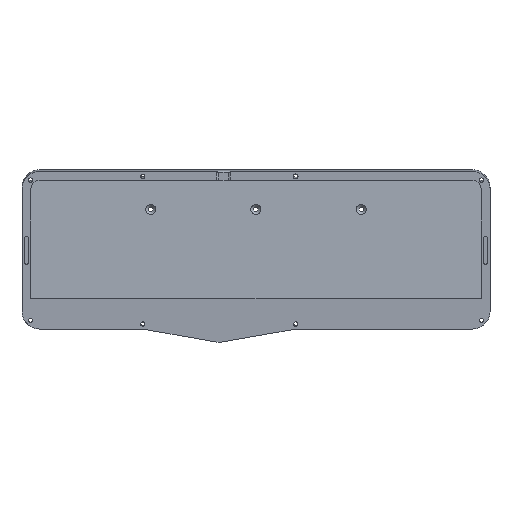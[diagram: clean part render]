
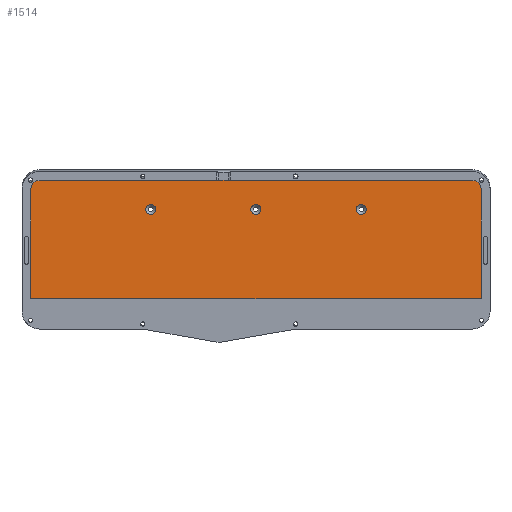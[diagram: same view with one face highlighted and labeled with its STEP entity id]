
A CAD part, top view. The second image highlights one B-rep face of the part: STEP entity #1514.
In plain terms, the highlighted planar face has unit normal (0, 0, 1).
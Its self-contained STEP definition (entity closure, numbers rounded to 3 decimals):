
#33=ELLIPSE('',#1709,6.776,6.75);
#34=ELLIPSE('',#1710,6.776,6.75);
#61=FACE_BOUND('',#381,.T.);
#62=FACE_BOUND('',#382,.T.);
#63=FACE_BOUND('',#383,.T.);
#104=CIRCLE('',#1586,4.05);
#105=CIRCLE('',#1587,4.05);
#109=CIRCLE('',#1593,4.05);
#110=CIRCLE('',#1594,4.05);
#114=CIRCLE('',#1600,4.05);
#115=CIRCLE('',#1601,4.05);
#273=FACE_OUTER_BOUND('',#380,.T.);
#380=EDGE_LOOP('',(#1291,#1292,#1293,#1294,#1295,#1296));
#381=EDGE_LOOP('',(#1297,#1298));
#382=EDGE_LOOP('',(#1299,#1300));
#383=EDGE_LOOP('',(#1301,#1302));
#487=LINE('',#2586,#594);
#501=LINE('',#2625,#608);
#502=LINE('',#2629,#609);
#503=LINE('',#2632,#610);
#594=VECTOR('',#2116,10.);
#608=VECTOR('',#2150,10.);
#609=VECTOR('',#2153,10.);
#610=VECTOR('',#2156,10.);
#659=VERTEX_POINT('',#2333);
#660=VERTEX_POINT('',#2334);
#664=VERTEX_POINT('',#2347);
#665=VERTEX_POINT('',#2348);
#669=VERTEX_POINT('',#2361);
#670=VERTEX_POINT('',#2362);
#743=VERTEX_POINT('',#2583);
#744=VERTEX_POINT('',#2585);
#759=VERTEX_POINT('',#2624);
#760=VERTEX_POINT('',#2626);
#761=VERTEX_POINT('',#2628);
#762=VERTEX_POINT('',#2630);
#816=EDGE_CURVE('',#659,#660,#104,.T.);
#817=EDGE_CURVE('',#660,#659,#105,.T.);
#823=EDGE_CURVE('',#664,#665,#109,.T.);
#824=EDGE_CURVE('',#665,#664,#110,.T.);
#830=EDGE_CURVE('',#669,#670,#114,.T.);
#831=EDGE_CURVE('',#670,#669,#115,.T.);
#935=EDGE_CURVE('',#743,#744,#487,.T.);
#956=EDGE_CURVE('',#743,#759,#501,.T.);
#957=EDGE_CURVE('',#759,#760,#33,.T.);
#958=EDGE_CURVE('',#760,#761,#502,.T.);
#959=EDGE_CURVE('',#761,#762,#34,.T.);
#960=EDGE_CURVE('',#762,#744,#503,.T.);
#1291=ORIENTED_EDGE('',*,*,#935,.F.);
#1292=ORIENTED_EDGE('',*,*,#956,.T.);
#1293=ORIENTED_EDGE('',*,*,#957,.T.);
#1294=ORIENTED_EDGE('',*,*,#958,.T.);
#1295=ORIENTED_EDGE('',*,*,#959,.T.);
#1296=ORIENTED_EDGE('',*,*,#960,.T.);
#1297=ORIENTED_EDGE('',*,*,#816,.T.);
#1298=ORIENTED_EDGE('',*,*,#817,.T.);
#1299=ORIENTED_EDGE('',*,*,#823,.T.);
#1300=ORIENTED_EDGE('',*,*,#824,.T.);
#1301=ORIENTED_EDGE('',*,*,#830,.T.);
#1302=ORIENTED_EDGE('',*,*,#831,.T.);
#1435=PLANE('',#1708);
#1514=ADVANCED_FACE('',(#273,#61,#62,#63),#1435,.T.);
#1586=AXIS2_PLACEMENT_3D('',#2335,#1842,#1843);
#1587=AXIS2_PLACEMENT_3D('',#2336,#1844,#1845);
#1593=AXIS2_PLACEMENT_3D('',#2349,#1858,#1859);
#1594=AXIS2_PLACEMENT_3D('',#2350,#1860,#1861);
#1600=AXIS2_PLACEMENT_3D('',#2363,#1874,#1875);
#1601=AXIS2_PLACEMENT_3D('',#2364,#1876,#1877);
#1708=AXIS2_PLACEMENT_3D('',#2623,#2148,#2149);
#1709=AXIS2_PLACEMENT_3D('',#2627,#2151,#2152);
#1710=AXIS2_PLACEMENT_3D('',#2631,#2154,#2155);
#1842=DIRECTION('center_axis',(0.,0.,
-1.));
#1843=DIRECTION('ref_axis',(1.,0.,0.));
#1844=DIRECTION('center_axis',(0.,0.,
-1.));
#1845=DIRECTION('ref_axis',(1.,0.,0.));
#1858=DIRECTION('center_axis',(0.,0.,
-1.));
#1859=DIRECTION('ref_axis',(1.,0.,0.));
#1860=DIRECTION('center_axis',(0.,0.,
-1.));
#1861=DIRECTION('ref_axis',(1.,0.,0.));
#1874=DIRECTION('center_axis',(0.,0.,
-1.));
#1875=DIRECTION('ref_axis',(1.,0.,0.));
#1876=DIRECTION('center_axis',(0.,0.,
-1.));
#1877=DIRECTION('ref_axis',(1.,0.,0.));
#2116=DIRECTION('',(-1.,0.,0.));
#2148=DIRECTION('center_axis',(0.,0.,
1.));
#2149=DIRECTION('ref_axis',(0.,1.,0.));
#2150=DIRECTION('',(0.,1.,0.));
#2151=DIRECTION('center_axis',(0.,0.,
1.));
#2152=DIRECTION('ref_axis',(0.,1.,0.));
#2153=DIRECTION('',(-1.,0.,0.));
#2154=DIRECTION('center_axis',(0.,0.,
1.));
#2155=DIRECTION('ref_axis',(0.,1.,0.));
#2156=DIRECTION('',(0.,-1.,0.));
#2333=CARTESIAN_POINT('',(181.422,63.764,-41.941));
#2334=CARTESIAN_POINT('',(173.322,63.764,-41.941));
#2335=CARTESIAN_POINT('Origin',(177.372,63.764,-41.941));
#2336=CARTESIAN_POINT('Origin',(177.372,63.764,-41.941));
#2347=CARTESIAN_POINT('',(96.301,63.764,-41.941));
#2348=CARTESIAN_POINT('',(88.201,63.764,-41.941));
#2349=CARTESIAN_POINT('Origin',(92.251,63.764,-41.941));
#2350=CARTESIAN_POINT('Origin',(92.251,63.764,-41.941));
#2361=CARTESIAN_POINT('',(266.794,63.764,-41.941));
#2362=CARTESIAN_POINT('',(258.694,63.764,-41.941));
#2363=CARTESIAN_POINT('Origin',(262.744,63.764,-41.941));
#2364=CARTESIAN_POINT('Origin',(262.744,63.764,-41.941));
#2583=CARTESIAN_POINT('',(359.744,-8.455,-41.941));
#2585=CARTESIAN_POINT('',(-4.749,-8.455,-41.941));
#2586=CARTESIAN_POINT('',(272.246,-8.455,-41.941));
#2623=CARTESIAN_POINT('Origin',(366.994,-43.148,-41.941));
#2624=CARTESIAN_POINT('',(359.744,81.205,-41.941));
#2625=CARTESIAN_POINT('',(359.744,18.688,-41.941));
#2626=CARTESIAN_POINT('',(352.994,87.98,-41.941));
#2627=CARTESIAN_POINT('Origin',(352.994,81.205,-41.941));
#2628=CARTESIAN_POINT('',(2.001,87.98,-41.941));
#2629=CARTESIAN_POINT('',(184.497,87.98,-41.941));
#2630=CARTESIAN_POINT('',(-4.749,81.205,-41.941));
#2631=CARTESIAN_POINT('Origin',(2.001,81.205,-41.941));
#2632=CARTESIAN_POINT('',(-4.749,-31.134,-41.941));
